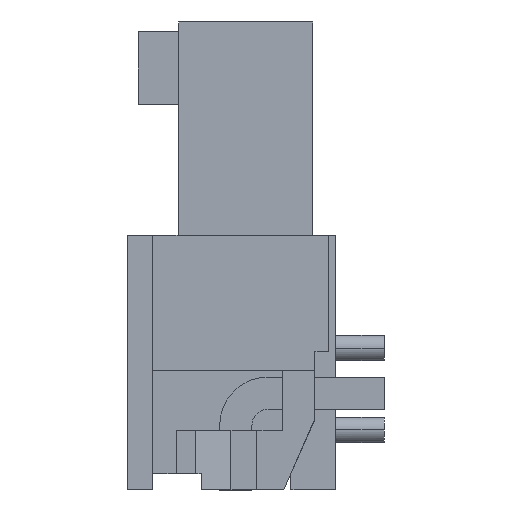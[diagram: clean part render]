
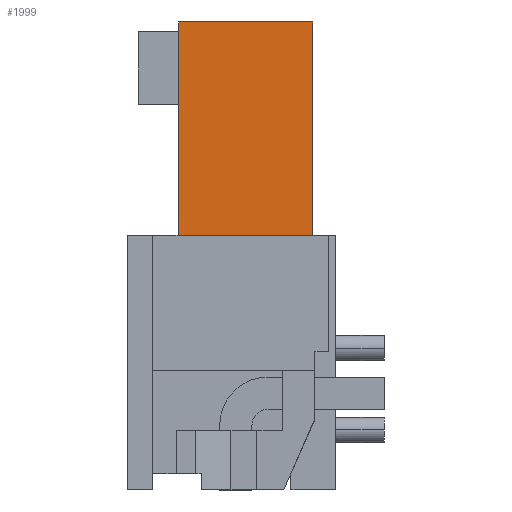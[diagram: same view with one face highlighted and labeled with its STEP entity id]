
A CAD part, left-side view. The second image highlights one B-rep face of the part: STEP entity #1999.
In plain terms, the highlighted planar face has unit normal (-1, 0, 0).
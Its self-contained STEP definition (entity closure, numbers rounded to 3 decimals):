
#1131=CARTESIAN_POINT('Vertex',(5.582,2.222,7.9)) ;
#1134=CARTESIAN_POINT('Line Origine',(5.582,4.296,7.9)) ;
#1138=CARTESIAN_POINT('Vertex',(5.582,6.37,7.9)) ;
#1961=CARTESIAN_POINT('Vertex',(5.582,2.222,14.5)) ;
#1964=CARTESIAN_POINT('Line Origine',(5.582,2.222,11.2)) ;
#1976=CARTESIAN_POINT('Axis2P3D Location',(5.582,2.222,7.9)) ;
#1981=CARTESIAN_POINT('Line Origine',(5.582,4.296,14.5)) ;
#1985=CARTESIAN_POINT('Vertex',(5.582,6.37,14.5)) ;
#1988=CARTESIAN_POINT('Line Origine',(5.582,6.37,11.2)) ;
#1135=DIRECTION('Vector Direction',(0.,1.,0.)) ;
#1965=DIRECTION('Vector Direction',(0.,0.,1.)) ;
#1977=DIRECTION('Axis2P3D Direction',(1.,0.,0.)) ;
#1978=DIRECTION('Axis2P3D XDirection',(0.,1.,0.)) ;
#1982=DIRECTION('Vector Direction',(0.,1.,0.)) ;
#1989=DIRECTION('Vector Direction',(0.,0.,1.)) ;
#1979=AXIS2_PLACEMENT_3D('Plane Axis2P3D',#1976,#1977,#1978) ;
#1994=ORIENTED_EDGE('',*,*,#1987,.T.) ;
#1995=ORIENTED_EDGE('',*,*,#1992,.F.) ;
#1996=ORIENTED_EDGE('',*,*,#1140,.T.) ;
#1997=ORIENTED_EDGE('',*,*,#1968,.T.) ;
#1136=VECTOR('Line Direction',#1135,1.) ;
#1966=VECTOR('Line Direction',#1965,1.) ;
#1983=VECTOR('Line Direction',#1982,1.) ;
#1990=VECTOR('Line Direction',#1989,1.) ;
#1999=ADVANCED_FACE('HOUSING',(#1998),#1980,.F.) ;
#1140=EDGE_CURVE('',#1139,#1132,#1137,.F.) ;
#1968=EDGE_CURVE('',#1132,#1962,#1967,.T.) ;
#1987=EDGE_CURVE('',#1962,#1986,#1984,.T.) ;
#1992=EDGE_CURVE('',#1139,#1986,#1991,.T.) ;
#1993=EDGE_LOOP('',(#1994,#1995,#1996,#1997)) ;
#1998=FACE_OUTER_BOUND('',#1993,.T.) ;
#1137=LINE('Line',#1134,#1136) ;
#1967=LINE('Line',#1964,#1966) ;
#1984=LINE('Line',#1981,#1983) ;
#1991=LINE('Line',#1988,#1990) ;
#1980=PLANE('',#1979) ;
#1132=VERTEX_POINT('',#1131) ;
#1139=VERTEX_POINT('',#1138) ;
#1962=VERTEX_POINT('',#1961) ;
#1986=VERTEX_POINT('',#1985) ;
